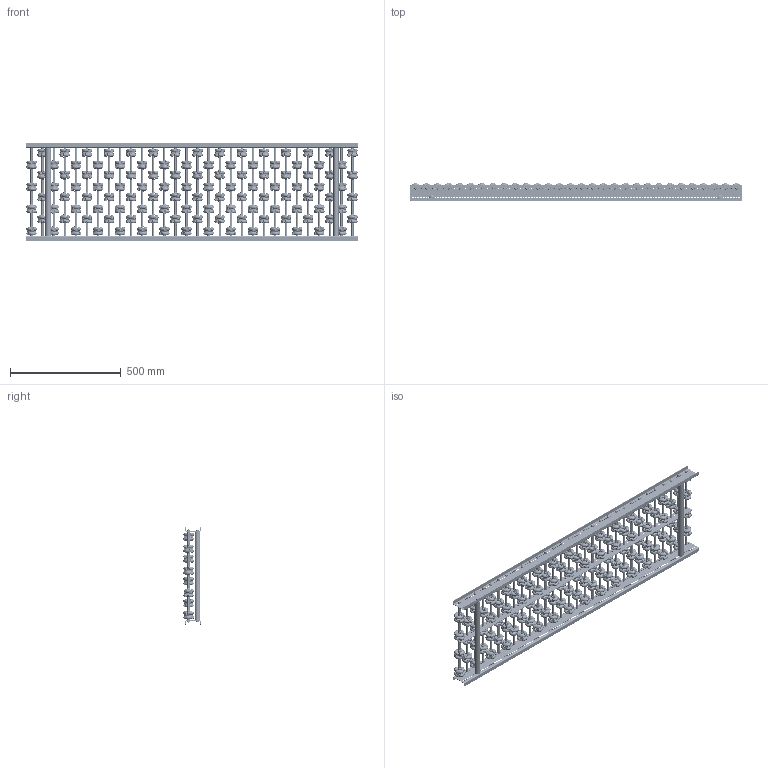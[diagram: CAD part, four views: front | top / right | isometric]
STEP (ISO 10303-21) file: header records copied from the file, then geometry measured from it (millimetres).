
FILE_DESCRIPTION (( 'STEP AP214' ), '1' );
FILE_NAME ('0052581.step', '2021-10-26T12:37:26', ( '' ), ( '' ), 'SwSTEP 2.0', 'SolidWorks 2020', '' );
FILE_SCHEMA (( 'AUTOMOTIVE_DESIGN' ));
Length unit declared in the file: millimetre
Products named in the file (14): 0019719_Gewindestange-M6_L=420; AWR-Achse-f黵-Konfiguration_L400; 0052581; S108767_Längstraverse-42x2,5-AWR_L1500; 0019730_Tragrollenrohr-Ø10x1,75KU_KFG_0019730_L=54,5; Profil-RB-20x70x20x2_S100216_U-PROFIL-20-70-20-2-RB-L=1500; AWR48_Röllchen; 0015028_AWR48; 0027528_BUCHSE-HOHLNIETE ZU AWR48; AWR48_Stift; Traversen_KFG_L400; 0036819_SICHERUNGS-HUTMUTTER-DIN986-M6; S100994_Sperrzahnschraube_M08x16-8.8-A2K; AWR48_Halter
Assembly tree (129 placements, depth 4):
  0052581
    Profil-RB-20x70x20x2_S100216_U-PROFIL-20-70-20-2-RB-L=1500  x2
    AWR-Achse-f黵-Konfiguration_L400  x30
      0019719_Gewindestange-M6_L=420
      0015028_AWR48
        AWR48_Halter
        AWR48_Röllchen  x6
        AWR48_Stift  x6
      0019730_Tragrollenrohr-Ø10x1,75KU_KFG_0019730_L=54,5
      0027528_BUCHSE-HOHLNIETE ZU AWR48
    S100994_Sperrzahnschraube_M08x16-8.8-A2K  x4
    Traversen_KFG_L400  x2
    S108767_Längstraverse-42x2,5-AWR_L1500
    0036819_SICHERUNGS-HUTMUTTER-DIN986-M6  x60
Bounding box: 1500 x 78.93 x 440 mm (x, y, z)
Volume: 6650972.7 mm3; surface area: 4514334.2 mm2
Topology: 2023 solids, 2023 shells, 35980 faces, 83034 edges, 52436 vertices
Faces by surface type: cylinder 13910, plane 12426, torus 6376, cone 3148, sphere 120
Entity records: 33798 total; most frequent: CARTESIAN_POINT 6467, DIRECTION 5959, ORIENTED_EDGE 5038, AXIS2_PLACEMENT_3D 2543, EDGE_CURVE 2519, VERTEX_POINT 1646, EDGE_LOOP 1545, CIRCLE 1502
